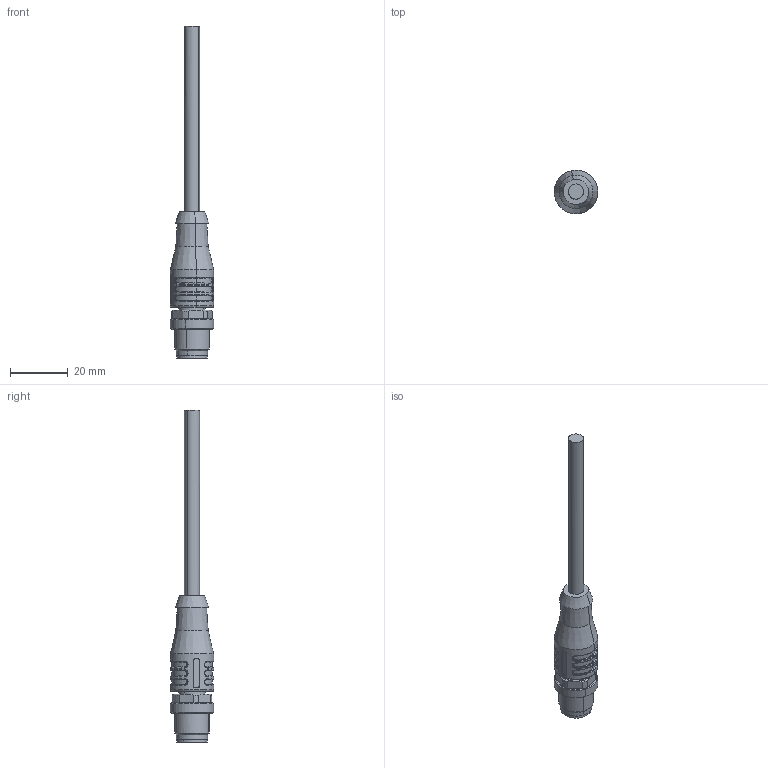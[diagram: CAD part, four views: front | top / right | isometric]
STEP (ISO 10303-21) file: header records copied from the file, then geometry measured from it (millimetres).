
FILE_DESCRIPTION(('CATIA V5 STEP Exchange','CAx-IF Rec.Pracs.--- Model Styling and Organization---1.4--- 2014-01-23'),'2;1');
FILE_NAME ('003618-4_1', '2021-02-01T08:05:43+00:00', ('none'), ('Weidmueller'), 'CATIA Version 5-6 Release 2016 SP3 HF44', 'CATIA V5 STEP AP214', 'none');
FILE_SCHEMA(('AUTOMOTIVE_DESIGN { 1 0 10303 214 1 1 1 1 }'));
Length unit declared in the file: millimetre
Products named in the file (1): 1279430150
Bounding box: 14.99 x 14.99 x 114.7 mm (x, y, z)
Volume: 7419.4 mm3; surface area: 5505.2 mm2
Topology: 10 solids, 10 shells, 409 faces, 1049 edges, 665 vertices
Faces by surface type: plane 117, cylinder 115, extrusion 68, bspline 54, sphere 32, cone 18, torus 5
Entity records: 14631 total; most frequent: CARTESIAN_POINT 6135, ORIENTED_EDGE 2034, DIRECTION 1197, EDGE_CURVE 1017, VERTEX_POINT 665, AXIS2_PLACEMENT_3D 497, EDGE_LOOP 448, VECTOR 431
